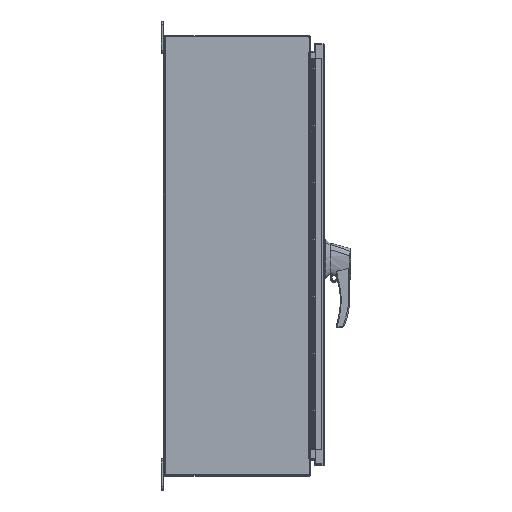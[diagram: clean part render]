
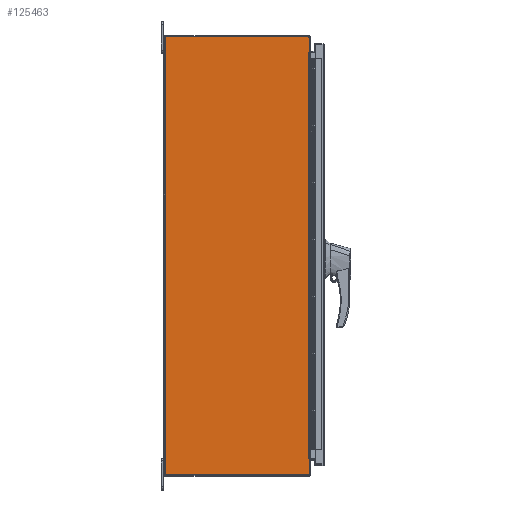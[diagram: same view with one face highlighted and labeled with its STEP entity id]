
A CAD part, top view. The second image highlights one B-rep face of the part: STEP entity #125463.
In plain terms, the highlighted face is planar.
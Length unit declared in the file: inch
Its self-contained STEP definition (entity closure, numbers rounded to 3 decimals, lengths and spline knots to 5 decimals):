
#8276 = ORIENTED_EDGE ( 'NONE', *, *, #104671, .T. ) ;
#8900 = DIRECTION ( 'NONE',  ( 0., -1., 0. ) ) ;
#10104 = LINE ( 'NONE', #40225, #138102 ) ;
#11193 = VECTOR ( 'NONE', #109103, 39.37008 ) ;
#11855 = CARTESIAN_POINT ( 'NONE',  ( -21., -11.81, -17.905 ) ) ;
#12962 = EDGE_CURVE ( 'NONE', #25249, #36854, #24571, .T. ) ;
#16628 = EDGE_CURVE ( 'NONE', #84360, #100236, #22734, .T. ) ;
#17318 = LINE ( 'NONE', #48503, #100203 ) ;
#18304 = CARTESIAN_POINT ( 'NONE',  ( -21., 0.095, -17.905 ) ) ;
#22734 = LINE ( 'NONE', #141462, #120484 ) ;
#24571 = LINE ( 'NONE', #99801, #39733 ) ;
#25249 = VERTEX_POINT ( 'NONE', #47228 ) ;
#25500 = VECTOR ( 'NONE', #131361, 39.37008 ) ;
#27870 = CARTESIAN_POINT ( 'NONE',  ( -21., -11.762, -16.625 ) ) ;
#28273 = VECTOR ( 'NONE', #8900, 39.37008 ) ;
#28474 = PLANE ( 'NONE',  #94172 ) ;
#28898 = DIRECTION ( 'NONE',  ( 0., -1., 0. ) ) ;
#29778 = EDGE_CURVE ( 'NONE', #100236, #124197, #99537, .T. ) ;
#31005 = VECTOR ( 'NONE', #115053, 39.37008 ) ;
#34818 = CARTESIAN_POINT ( 'NONE',  ( -21., -11.81, 16.655 ) ) ;
#36854 = VERTEX_POINT ( 'NONE', #133669 ) ;
#37742 = VERTEX_POINT ( 'NONE', #154958 ) ;
#37989 = LINE ( 'NONE', #18304, #130105 ) ;
#38455 = DIRECTION ( 'NONE',  ( 0., 0., 1. ) ) ;
#39733 = VECTOR ( 'NONE', #137149, 39.37008 ) ;
#40225 = CARTESIAN_POINT ( 'NONE',  ( -21., -11.762, -16.655 ) ) ;
#42129 = DIRECTION ( 'NONE',  ( 1., 0., 0. ) ) ;
#42483 = LINE ( 'NONE', #132385, #25500 ) ;
#44179 = CARTESIAN_POINT ( 'NONE',  ( -21., -11.762, 16.655 ) ) ;
#44472 = CARTESIAN_POINT ( 'NONE',  ( -21., -11.762, -16.655 ) ) ;
#44866 = CARTESIAN_POINT ( 'NONE',  ( -21., -0.048, 17.905 ) ) ;
#47228 = CARTESIAN_POINT ( 'NONE',  ( -21., -11.81, -16.655 ) ) ;
#48503 = CARTESIAN_POINT ( 'NONE',  ( -21., -0.048, -17.905 ) ) ;
#51066 = ORIENTED_EDGE ( 'NONE', *, *, #117469, .F. ) ;
#54655 = ORIENTED_EDGE ( 'NONE', *, *, #29778, .T. ) ;
#54809 = ORIENTED_EDGE ( 'NONE', *, *, #86715, .T. ) ;
#56822 = CARTESIAN_POINT ( 'NONE',  ( -21., 0.095, 17.905 ) ) ;
#57631 = VERTEX_POINT ( 'NONE', #94436 ) ;
#61581 = ORIENTED_EDGE ( 'NONE', *, *, #68602, .F. ) ;
#61640 = EDGE_CURVE ( 'NONE', #57631, #108278, #17318, .T. ) ;
#66262 = DIRECTION ( 'NONE',  ( 0., 1., 0. ) ) ;
#68602 = EDGE_CURVE ( 'NONE', #36854, #57631, #37989, .T. ) ;
#68866 = DIRECTION ( 'NONE',  ( 0., 0., 1. ) ) ;
#73653 = ORIENTED_EDGE ( 'NONE', *, *, #61640, .F. ) ;
#75013 = ORIENTED_EDGE ( 'NONE', *, *, #12962, .F. ) ;
#76213 = ORIENTED_EDGE ( 'NONE', *, *, #16628, .T. ) ;
#78063 = EDGE_CURVE ( 'NONE', #108278, #37742, #116691, .T. ) ;
#84360 = VERTEX_POINT ( 'NONE', #93110 ) ;
#86715 = EDGE_CURVE ( 'NONE', #149208, #102397, #151381, .T. ) ;
#90946 = CARTESIAN_POINT ( 'NONE',  ( -21., 0.0095, -17.905 ) ) ;
#91369 = CARTESIAN_POINT ( 'NONE',  ( -21., -11.762, -16.625 ) ) ;
#93110 = CARTESIAN_POINT ( 'NONE',  ( -21., -11.762, 16.625 ) ) ;
#94172 = AXIS2_PLACEMENT_3D ( 'NONE', #90946, #42129, #101998 ) ;
#94436 = CARTESIAN_POINT ( 'NONE',  ( -21., -0.048, -17.905 ) ) ;
#99537 = LINE ( 'NONE', #122458, #105258 ) ;
#99801 = CARTESIAN_POINT ( 'NONE',  ( -21., -11.81, -17.905 ) ) ;
#100203 = VECTOR ( 'NONE', #38455, 39.37008 ) ;
#100236 = VERTEX_POINT ( 'NONE', #44179 ) ;
#100376 = EDGE_LOOP ( 'NONE', ( #54655, #126643, #147864, #73653, #61581, #75013, #8276, #54809, #51066, #76213 ) ) ;
#101998 = DIRECTION ( 'NONE',  ( 0., 1., 0. ) ) ;
#102397 = VERTEX_POINT ( 'NONE', #27870 ) ;
#104671 = EDGE_CURVE ( 'NONE', #25249, #149208, #10104, .T. ) ;
#105258 = VECTOR ( 'NONE', #28898, 39.37008 ) ;
#108278 = VERTEX_POINT ( 'NONE', #44866 ) ;
#109103 = DIRECTION ( 'NONE',  ( 0., 0., -1. ) ) ;
#115053 = DIRECTION ( 'NONE',  ( 0., 0., 1. ) ) ;
#116691 = LINE ( 'NONE', #56822, #28273 ) ;
#117469 = EDGE_CURVE ( 'NONE', #84360, #102397, #42483, .T. ) ;
#120484 = VECTOR ( 'NONE', #68866, 39.37008 ) ;
#122458 = CARTESIAN_POINT ( 'NONE',  ( -21., -11.762, 16.655 ) ) ;
#123996 = LINE ( 'NONE', #11855, #11193 ) ;
#124197 = VERTEX_POINT ( 'NONE', #34818 ) ;
#125463 = ADVANCED_FACE ( 'NONE', ( #127002 ), #28474, .F. ) ;
#126643 = ORIENTED_EDGE ( 'NONE', *, *, #131190, .F. ) ;
#127002 = FACE_OUTER_BOUND ( 'NONE', #100376, .T. ) ;
#130105 = VECTOR ( 'NONE', #66262, 39.37008 ) ;
#131190 = EDGE_CURVE ( 'NONE', #37742, #124197, #123996, .T. ) ;
#131361 = DIRECTION ( 'NONE',  ( 0., 0., -1. ) ) ;
#132385 = CARTESIAN_POINT ( 'NONE',  ( -21., -11.762, -17.905 ) ) ;
#133669 = CARTESIAN_POINT ( 'NONE',  ( -21., -11.81, -17.905 ) ) ;
#137149 = DIRECTION ( 'NONE',  ( 0., 0., -1. ) ) ;
#138102 = VECTOR ( 'NONE', #146950, 39.37008 ) ;
#141462 = CARTESIAN_POINT ( 'NONE',  ( -21., -11.762, -16.625 ) ) ;
#146950 = DIRECTION ( 'NONE',  ( 0., 1., 0. ) ) ;
#147864 = ORIENTED_EDGE ( 'NONE', *, *, #78063, .F. ) ;
#149208 = VERTEX_POINT ( 'NONE', #44472 ) ;
#151381 = LINE ( 'NONE', #91369, #31005 ) ;
#154958 = CARTESIAN_POINT ( 'NONE',  ( -21., -11.81, 17.905 ) ) ;
